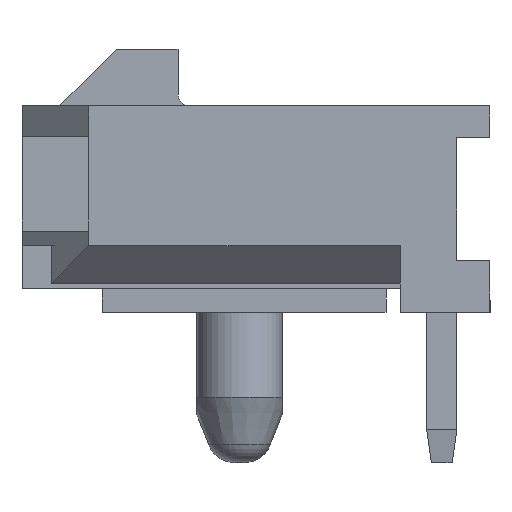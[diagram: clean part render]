
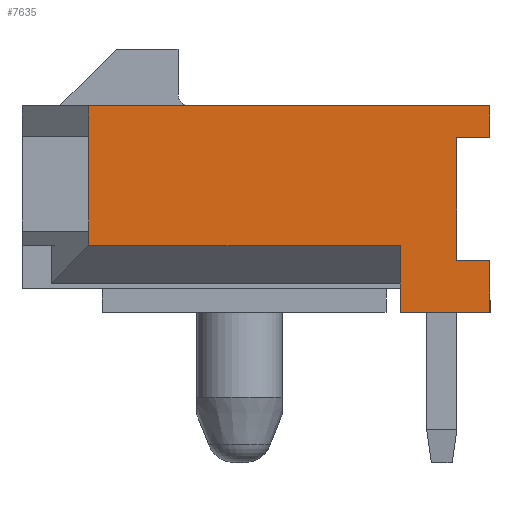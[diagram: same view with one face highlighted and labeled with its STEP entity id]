
A CAD part, left-side view. The second image highlights one B-rep face of the part: STEP entity #7635.
In plain terms, the highlighted face is planar.
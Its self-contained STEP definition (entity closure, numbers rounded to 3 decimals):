
#754=ORIENTED_EDGE('',*,*,#2000,.T.);
#755=ORIENTED_EDGE('',*,*,#1997,.T.);
#756=ORIENTED_EDGE('',*,*,#1994,.T.);
#757=ORIENTED_EDGE('',*,*,#2164,.F.);
#758=ORIENTED_EDGE('',*,*,#2167,.F.);
#759=ORIENTED_EDGE('',*,*,#2116,.F.);
#760=ORIENTED_EDGE('',*,*,#2128,.T.);
#761=ORIENTED_EDGE('',*,*,#2121,.F.);
#762=ORIENTED_EDGE('',*,*,#2065,.F.);
#763=ORIENTED_EDGE('',*,*,#2132,.T.);
#764=ORIENTED_EDGE('',*,*,#2142,.F.);
#765=ORIENTED_EDGE('',*,*,#2166,.F.);
#1994=EDGE_CURVE('',#2729,#2728,#3269,.T.);
#1997=EDGE_CURVE('',#2731,#2729,#3272,.T.);
#2000=EDGE_CURVE('',#2733,#2731,#3275,.T.);
#2065=EDGE_CURVE('',#2779,#2780,#3340,.T.);
#2116=EDGE_CURVE('',#2797,#2814,#3389,.T.);
#2121=EDGE_CURVE('',#2780,#2793,#3394,.T.);
#2128=EDGE_CURVE('',#2797,#2793,#3401,.T.);
#2132=EDGE_CURVE('',#2779,#2821,#3405,.T.);
#2142=EDGE_CURVE('',#2828,#2821,#3415,.T.);
#2164=EDGE_CURVE('',#2837,#2728,#3437,.T.);
#2166=EDGE_CURVE('',#2733,#2828,#3439,.T.);
#2167=EDGE_CURVE('',#2814,#2837,#3440,.T.);
#2728=VERTEX_POINT('',#10256);
#2729=VERTEX_POINT('',#10258);
#2731=VERTEX_POINT('',#10264);
#2733=VERTEX_POINT('',#10270);
#2779=VERTEX_POINT('',#10397);
#2780=VERTEX_POINT('',#10399);
#2793=VERTEX_POINT('',#10437);
#2797=VERTEX_POINT('',#10445);
#2814=VERTEX_POINT('',#10498);
#2821=VERTEX_POINT('',#10526);
#2828=VERTEX_POINT('',#10546);
#2837=VERTEX_POINT('',#10585);
#3269=LINE('',#10257,#4034);
#3272=LINE('',#10263,#4037);
#3275=LINE('',#10269,#4040);
#3340=LINE('',#10398,#4105);
#3389=LINE('',#10497,#4154);
#3394=LINE('',#10507,#4159);
#3401=LINE('',#10519,#4166);
#3405=LINE('',#10527,#4170);
#3415=LINE('',#10547,#4180);
#3437=LINE('',#10584,#4202);
#3439=LINE('',#10588,#4204);
#3440=LINE('',#10590,#4205);
#4034=VECTOR('',#8664,1000.);
#4037=VECTOR('',#8669,1000.);
#4040=VECTOR('',#8674,1000.);
#4105=VECTOR('',#8773,1000.);
#4154=VECTOR('',#8854,1000.);
#4159=VECTOR('',#8863,1000.);
#4166=VECTOR('',#8876,1000.);
#4170=VECTOR('',#8882,1000.);
#4180=VECTOR('',#8898,1000.);
#4202=VECTOR('',#8934,1000.);
#4204=VECTOR('',#8938,1000.);
#4205=VECTOR('',#8941,1000.);
#4638=EDGE_LOOP('',(#754,#755,#756,#757,#758,#759,#760,#761,#762,#763,#764,
#765));
#4949=FACE_BOUND('',#4638,.T.);
#5255=PLANE('',#7966);
#7635=ADVANCED_FACE('',(#4949),#5255,.F.);
#7966=AXIS2_PLACEMENT_3D('',#10589,#8939,#8940);
#8664=DIRECTION('',(0.,1.,0.));
#8669=DIRECTION('',(0.,0.,1.));
#8674=DIRECTION('',(0.,-1.,0.));
#8773=DIRECTION('',(0.,-1.,0.));
#8854=DIRECTION('',(0.,0.,1.));
#8863=DIRECTION('',(0.,0.,1.));
#8876=DIRECTION('',(0.,0.,-1.));
#8882=DIRECTION('',(0.,0.,-1.));
#8898=DIRECTION('',(0.,-1.,0.));
#8934=DIRECTION('',(0.,0.,-1.));
#8938=DIRECTION('',(0.,0.,-1.));
#8939=DIRECTION('',(-1.,0.,0.));
#8940=DIRECTION('',(0.,0.,1.));
#8941=DIRECTION('',(0.,1.,0.));
#10256=CARTESIAN_POINT('',(9.325,4.95,1.515));
#10257=CARTESIAN_POINT('',(9.325,4.25,1.515));
#10258=CARTESIAN_POINT('',(9.325,4.25,1.515));
#10263=CARTESIAN_POINT('',(9.325,4.25,-1.085));
#10264=CARTESIAN_POINT('',(9.325,4.25,-1.085));
#10269=CARTESIAN_POINT('',(9.325,4.95,-1.085));
#10270=CARTESIAN_POINT('',(9.325,4.95,-1.085));
#10397=CARTESIAN_POINT('',(9.325,3.05,-0.771));
#10398=CARTESIAN_POINT('',(9.325,3.05,-0.771));
#10399=CARTESIAN_POINT('',(9.325,-3.536,-0.771));
#10437=CARTESIAN_POINT('',(9.325,-3.536,-0.465));
#10445=CARTESIAN_POINT('',(9.325,-3.536,1.535));
#10497=CARTESIAN_POINT('',(9.325,-3.536,0.));
#10498=CARTESIAN_POINT('',(9.325,-3.536,2.185));
#10507=CARTESIAN_POINT('',(9.325,-3.536,0.));
#10519=CARTESIAN_POINT('',(9.325,-3.536,1.535));
#10526=CARTESIAN_POINT('',(9.325,3.05,-2.185));
#10527=CARTESIAN_POINT('',(9.325,3.05,-2.185));
#10546=CARTESIAN_POINT('',(9.325,4.95,-2.185));
#10547=CARTESIAN_POINT('',(9.325,4.95,-2.185));
#10584=CARTESIAN_POINT('',(9.325,4.95,2.185));
#10585=CARTESIAN_POINT('',(9.325,4.95,2.185));
#10588=CARTESIAN_POINT('',(9.325,4.95,2.185));
#10589=CARTESIAN_POINT('',(9.325,0.,0.));
#10590=CARTESIAN_POINT('',(9.325,-4.95,2.185));
